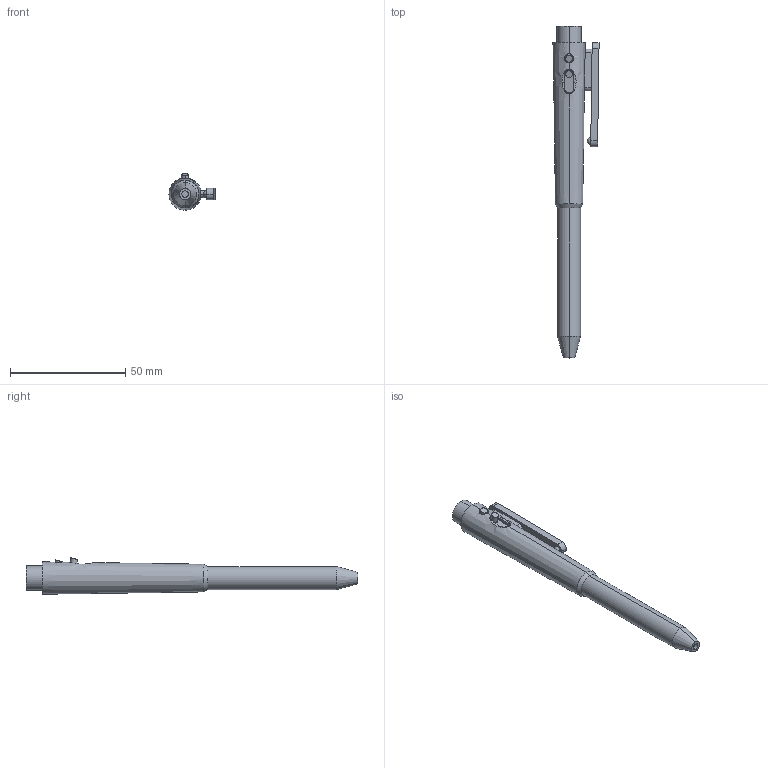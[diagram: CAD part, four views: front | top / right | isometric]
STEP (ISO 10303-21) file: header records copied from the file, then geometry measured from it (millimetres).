
FILE_DESCRIPTION (( 'STEP AP214' ), '1' );
FILE_NAME ('pen.STEP', '2022-11-13T21:18:00', ( '' ), ( '' ), 'SwSTEP 2.0', 'SolidWorks 2021', '' );
FILE_SCHEMA (( 'AUTOMOTIVE_DESIGN' ));
Length unit declared in the file: millimetre
Products named in the file (3): pen; body; cap
Assembly tree (2 placements, depth 2):
  pen
    body
    cap
Bounding box: 20 x 143.73 x 15.78 mm (x, y, z)
Volume: 9863.8 mm3; surface area: 12476.6 mm2
Topology: 3 solids, 3 shells, 97 faces, 248 edges, 161 vertices
Faces by surface type: plane 53, cylinder 30, cone 12, sphere 2
Entity records: 3341 total; most frequent: CARTESIAN_POINT 845, DIRECTION 498, ORIENTED_EDGE 496, EDGE_CURVE 248, AXIS2_PLACEMENT_3D 172, VERTEX_POINT 161, LINE 154, VECTOR 154
